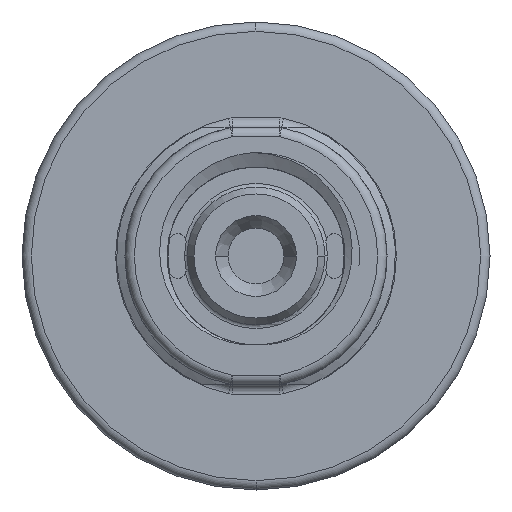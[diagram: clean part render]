
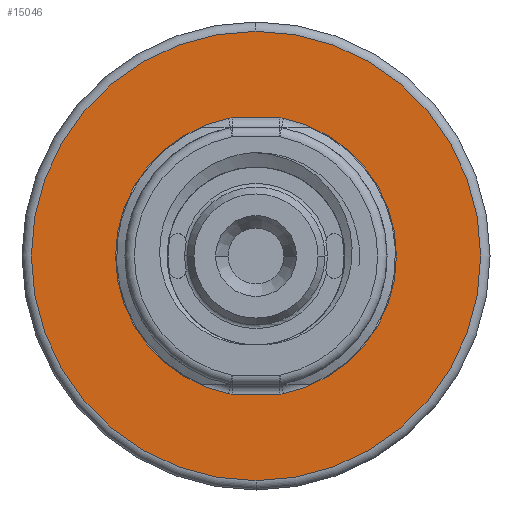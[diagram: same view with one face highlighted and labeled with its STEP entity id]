
A CAD part, front view. The second image highlights one B-rep face of the part: STEP entity #15046.
In plain terms, the highlighted planar face has unit normal (0, -1, 0).
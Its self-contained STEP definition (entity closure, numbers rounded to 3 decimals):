
#6475=CARTESIAN_POINT('',(0.,-3.,0.));
#6476=DIRECTION('',(0.,1.,0.));
#6477=DIRECTION('',(0.,0.,-1.));
#6478=AXIS2_PLACEMENT_3D('',#6475,#6476,#6477);
#6480=CARTESIAN_POINT('',(0.,-3.,0.));
#6481=DIRECTION('',(0.,1.,0.));
#6482=DIRECTION('',(0.,0.,1.));
#6483=AXIS2_PLACEMENT_3D('',#6480,#6481,#6482);
#6485=CARTESIAN_POINT('',(0.,-3.,0.));
#6486=DIRECTION('',(0.,-1.,0.));
#6487=DIRECTION('',(-0.195,0.,0.981));
#6488=AXIS2_PLACEMENT_3D('',#6485,#6486,#6487);
#6490=CARTESIAN_POINT('',(-2.537,-3.,-12.75));
#6491=DIRECTION('',(0.,-1.,0.));
#6492=DIRECTION('',(-0.195,0.,-0.981));
#6493=AXIS2_PLACEMENT_3D('',#6490,#6491,#6492);
#6495=DIRECTION('',(1.,0.,0.));
#6496=VECTOR('',#6495,5.074);
#6497=CARTESIAN_POINT('',(-2.537,-3.,-14.75));
#6498=LINE('',#6497,#6496);
#6499=CARTESIAN_POINT('',(2.537,-3.,-12.75));
#6500=DIRECTION('',(0.,-1.,0.));
#6501=DIRECTION('',(0.,0.,-1.));
#6502=AXIS2_PLACEMENT_3D('',#6499,#6500,#6501);
#6504=CARTESIAN_POINT('',(0.,-3.,0.));
#6505=DIRECTION('',(0.,-1.,0.));
#6506=DIRECTION('',(0.195,0.,-0.981));
#6507=AXIS2_PLACEMENT_3D('',#6504,#6505,#6506);
#6509=CARTESIAN_POINT('',(2.537,-3.,12.75));
#6510=DIRECTION('',(0.,-1.,0.));
#6511=DIRECTION('',(0.195,0.,0.981));
#6512=AXIS2_PLACEMENT_3D('',#6509,#6510,#6511);
#6514=DIRECTION('',(-1.,0.,0.));
#6515=VECTOR('',#6514,5.074);
#6516=CARTESIAN_POINT('',(2.537,-3.,14.75));
#6517=LINE('',#6516,#6515);
#6518=CARTESIAN_POINT('',(-2.537,-3.,12.75));
#6519=DIRECTION('',(0.,-1.,0.));
#6520=DIRECTION('',(0.,0.,1.));
#6521=AXIS2_PLACEMENT_3D('',#6518,#6519,#6520);
#9403=CARTESIAN_POINT('',(-2.928,-3.,14.712));
#9404=CARTESIAN_POINT('',(-2.928,-3.,-14.712));
#9405=VERTEX_POINT('',#9403);
#9406=VERTEX_POINT('',#9404);
#9411=CARTESIAN_POINT('',(2.928,-3.,-14.712));
#9412=CARTESIAN_POINT('',(2.928,-3.,14.712));
#9413=VERTEX_POINT('',#9411);
#9414=VERTEX_POINT('',#9412);
#9427=CARTESIAN_POINT('',(0.,-3.,-24.));
#9428=CARTESIAN_POINT('',(0.,-3.,24.));
#9429=VERTEX_POINT('',#9427);
#9430=VERTEX_POINT('',#9428);
#9666=CARTESIAN_POINT('',(-2.537,-3.,-14.75));
#9667=CARTESIAN_POINT('',(2.537,-3.,-14.75));
#9668=VERTEX_POINT('',#9666);
#9669=VERTEX_POINT('',#9667);
#9670=CARTESIAN_POINT('',(2.537,-3.,14.75));
#9671=CARTESIAN_POINT('',(-2.537,-3.,14.75));
#9672=VERTEX_POINT('',#9670);
#9673=VERTEX_POINT('',#9671);
#15018=CARTESIAN_POINT('',(0.,-3.,0.));
#15019=DIRECTION('',(0.,-1.,0.));
#15020=DIRECTION('',(0.,0.,1.));
#15021=AXIS2_PLACEMENT_3D('',#15018,#15019,#15020);
#15022=PLANE('',#15021);
#15024=ORIENTED_EDGE('',*,*,#15023,.T.);
#15026=ORIENTED_EDGE('',*,*,#15025,.T.);
#15027=EDGE_LOOP('',(#15024,#15026));
#15028=FACE_OUTER_BOUND('',#15027,.F.);
#15030=ORIENTED_EDGE('',*,*,#15029,.T.);
#15032=ORIENTED_EDGE('',*,*,#15031,.T.);
#15034=ORIENTED_EDGE('',*,*,#15033,.T.);
#15036=ORIENTED_EDGE('',*,*,#15035,.T.);
#15037=ORIENTED_EDGE('',*,*,#15008,.T.);
#15039=ORIENTED_EDGE('',*,*,#15038,.T.);
#15041=ORIENTED_EDGE('',*,*,#15040,.T.);
#15043=ORIENTED_EDGE('',*,*,#15042,.T.);
#15044=EDGE_LOOP('',(#15030,#15032,#15034,#15036,#15037,#15039,#15041,#15043));
#15045=FACE_BOUND('',#15044,.F.);
#15046=ADVANCED_FACE('',(#15028,#15045),#15022,.T.);
#6479=CIRCLE('',#6478,24.);
#6484=CIRCLE('',#6483,24.);
#6489=CIRCLE('',#6488,15.);
#6494=CIRCLE('',#6493,2.);
#6503=CIRCLE('',#6502,2.);
#6508=CIRCLE('',#6507,15.);
#6513=CIRCLE('',#6512,2.);
#6522=CIRCLE('',#6521,2.);
#15008=EDGE_CURVE('',#9413,#9414,#6508,.T.);
#15023=EDGE_CURVE('',#9429,#9430,#6479,.T.);
#15025=EDGE_CURVE('',#9430,#9429,#6484,.T.);
#15029=EDGE_CURVE('',#9405,#9406,#6489,.T.);
#15031=EDGE_CURVE('',#9406,#9668,#6494,.T.);
#15033=EDGE_CURVE('',#9668,#9669,#6498,.T.);
#15035=EDGE_CURVE('',#9669,#9413,#6503,.T.);
#15038=EDGE_CURVE('',#9414,#9672,#6513,.T.);
#15040=EDGE_CURVE('',#9672,#9673,#6517,.T.);
#15042=EDGE_CURVE('',#9673,#9405,#6522,.T.);
